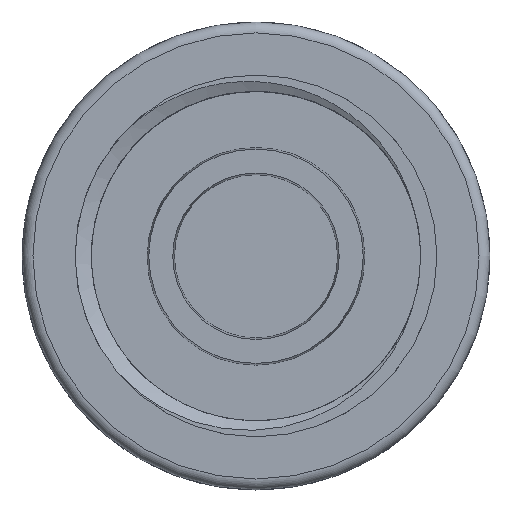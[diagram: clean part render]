
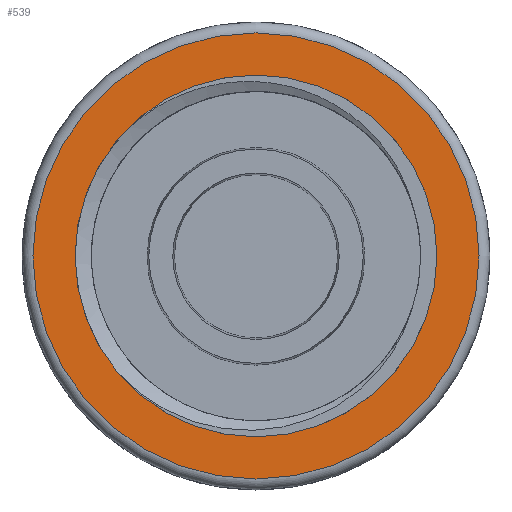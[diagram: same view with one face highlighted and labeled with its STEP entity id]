
A CAD part, top view. The second image highlights one B-rep face of the part: STEP entity #539.
In plain terms, the highlighted planar face has unit normal (0, 0, 1).
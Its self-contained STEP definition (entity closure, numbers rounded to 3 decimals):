
#539=ADVANCED_FACE('',(#1454,#1455),#856,.T.);
#856=PLANE('',#5674);
#1454=FACE_BOUND('',#1520,.T.);
#1455=FACE_BOUND('',#1521,.T.);
#1520=EDGE_LOOP('',(#2695));
#1521=EDGE_LOOP('',(#2696));
#2695=ORIENTED_EDGE('',*,*,#4851,.T.);
#2696=ORIENTED_EDGE('',*,*,#4852,.T.);
#4306=VERTEX_POINT('',#8814);
#4307=VERTEX_POINT('',#8816);
#4851=EDGE_CURVE('',#4306,#4306,#5479,.T.);
#4852=EDGE_CURVE('',#4307,#4307,#5480,.T.);
#5479=CIRCLE('',#5672,16.625);
#5480=CIRCLE('',#5673,20.5);
#5672=AXIS2_PLACEMENT_3D('',#8813,#6214,#6215);
#5673=AXIS2_PLACEMENT_3D('',#8815,#6216,#6217);
#5674=AXIS2_PLACEMENT_3D('',#8817,#6218,#6219);
#6214=DIRECTION('',(0.,0.,-1.));
#6215=DIRECTION('',(1.,0.,0.));
#6216=DIRECTION('',(0.,0.,1.));
#6217=DIRECTION('',(1.,0.,0.));
#6218=DIRECTION('',(0.,0.,1.));
#6219=DIRECTION('',(1.,0.,0.));
#8813=CARTESIAN_POINT('',(-68.,-56.,30.));
#8814=CARTESIAN_POINT('',(-51.376,-56.,30.));
#8815=CARTESIAN_POINT('',(-68.,-56.,30.));
#8816=CARTESIAN_POINT('',(-47.5,-56.,30.));
#8817=CARTESIAN_POINT('',(-68.,-56.,30.));
